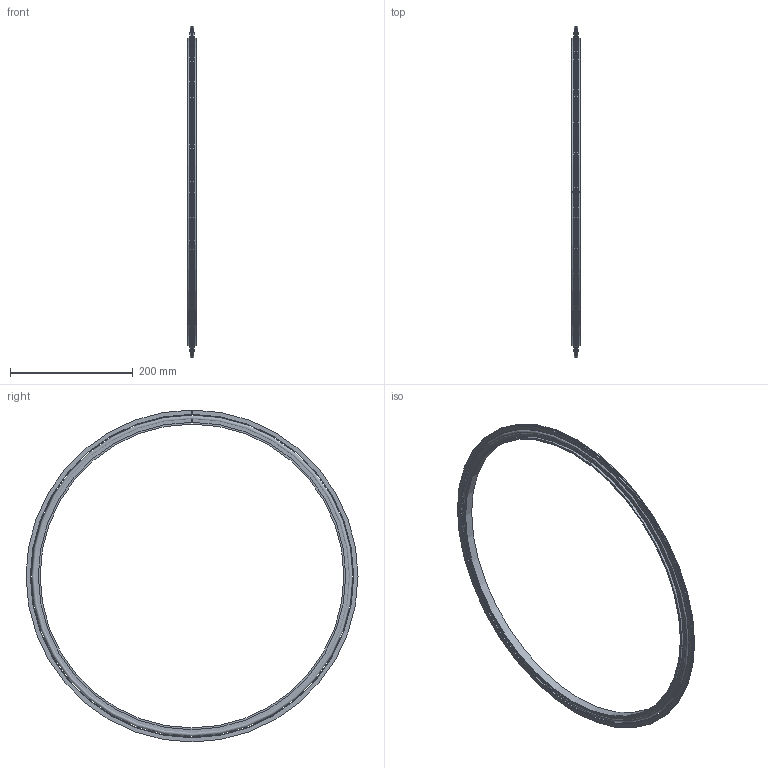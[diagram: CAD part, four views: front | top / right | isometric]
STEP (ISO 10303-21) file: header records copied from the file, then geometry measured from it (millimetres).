
FILE_DESCRIPTION (( 'STEP AP214' ), '1' );
FILE_NAME ('AI1ISO500.STEP', '2025-11-14T15:43:35', ( '' ), ( '' ), 'SwSTEP 2.0', 'SolidWorks 2017', '' );
FILE_SCHEMA (( 'AUTOMOTIVE_DESIGN' ));
Length unit declared in the file: millimetre
Products named in the file (1): AI1ISO500
Bounding box: 14 x 541 x 541 mm (x, y, z)
Volume: 240162.6 mm3; surface area: 167576.3 mm2
Topology: 4 solids, 4 shells, 31 faces, 74 edges, 49 vertices
Faces by surface type: plane 16, torus 8, cylinder 7
Entity records: 1090 total; most frequent: CARTESIAN_POINT 302, DIRECTION 150, ORIENTED_EDGE 140, EDGE_CURVE 70, AXIS2_PLACEMENT_3D 58, VERTEX_POINT 48, VECTOR 34, EDGE_LOOP 34
